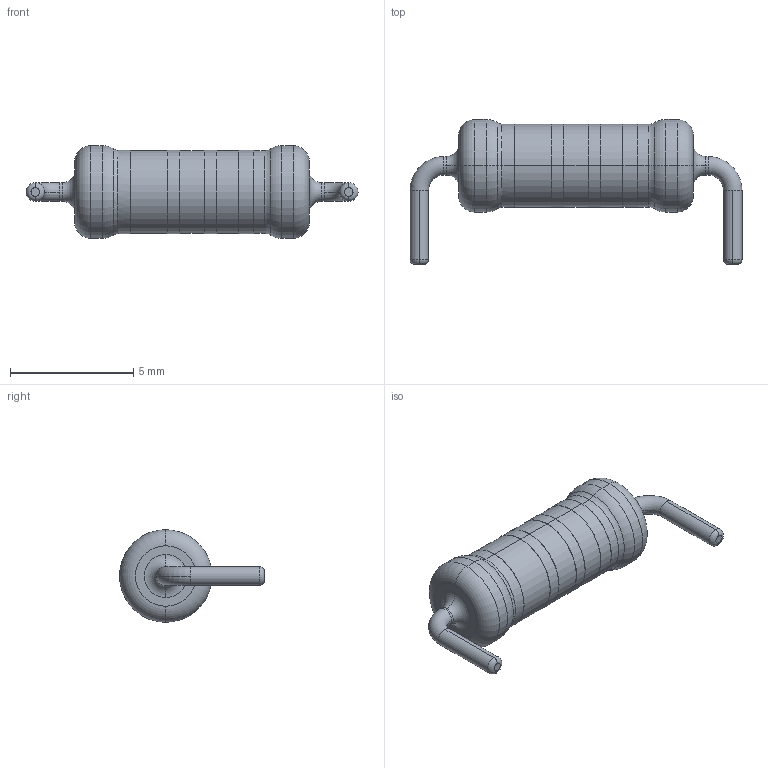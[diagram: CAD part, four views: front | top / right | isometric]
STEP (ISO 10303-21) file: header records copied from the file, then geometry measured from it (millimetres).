
FILE_DESCRIPTION (( 'STEP AP214' ), '1' );
FILE_NAME ('AXIAL-0.5.STEP', '2016-09-13T08:13:08', ( '' ), ( '' ), 'SwSTEP 2.0', 'SolidWorks 2016', '' );
FILE_SCHEMA (( 'AUTOMOTIVE_DESIGN' ));
Length unit declared in the file: millimetre
Products named in the file (1): AXIAL-0.5
Bounding box: 13.45 x 5.88 x 3.75 mm (x, y, z)
Volume: 93.5 mm3; surface area: 143.7 mm2
Topology: 1 solids, 1 shells, 63 faces, 132 edges, 80 vertices
Faces by surface type: cylinder 28, torus 22, plane 11, bspline 2
Entity records: 1772 total; most frequent: DIRECTION 356, CARTESIAN_POINT 312, ORIENTED_EDGE 264, AXIS2_PLACEMENT_3D 164, EDGE_CURVE 132, CIRCLE 102, VERTEX_POINT 80, EDGE_LOOP 72
